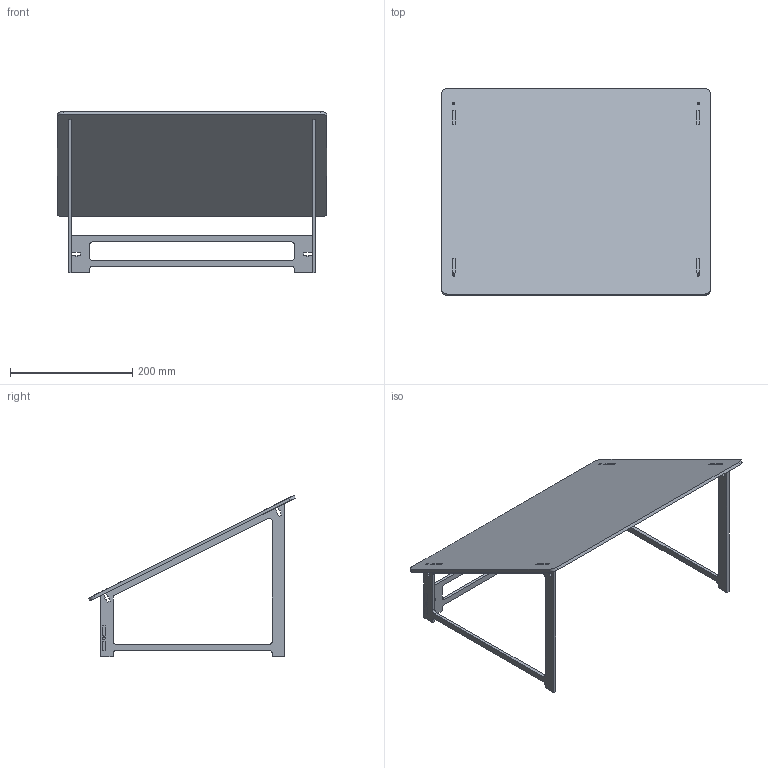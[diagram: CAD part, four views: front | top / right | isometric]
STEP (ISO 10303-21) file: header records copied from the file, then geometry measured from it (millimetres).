
FILE_DESCRIPTION( ( '' ), ' ' );
FILE_NAME( '5c541ad061e49415f1c2e2c2.step', '2019-02-01T10:09:21', ( '' ), ( '' ), ' ', ' ', ' ' );
FILE_SCHEMA( ( 'AUTOMOTIVE_DESIGN { 1 0 10303 214 1 1 1 1 }' ) );
Length unit declared in the file: metre
Products named in the file (4): Back; Top; Side_Left; Side_Right
Bounding box: 440 x 337.97 x 263.33 mm (x, y, z)
Volume: 979907.1 mm3; surface area: 437646 mm2
Topology: 4 solids, 4 shells, 212 faces, 612 edges, 408 vertices
Faces by surface type: plane 184, cylinder 28
Full cylindrical faces by diameter (mm): 4.5 x6
Entity records: 8652 total; most frequent: CARTESIAN_POINT 1230, ORIENTED_EDGE 1212, DIRECTION 1094, EDGE_CURVE 606, LINE 550, VECTOR 550, VERTEX_POINT 408, AXIS2_PLACEMENT_3D 272
